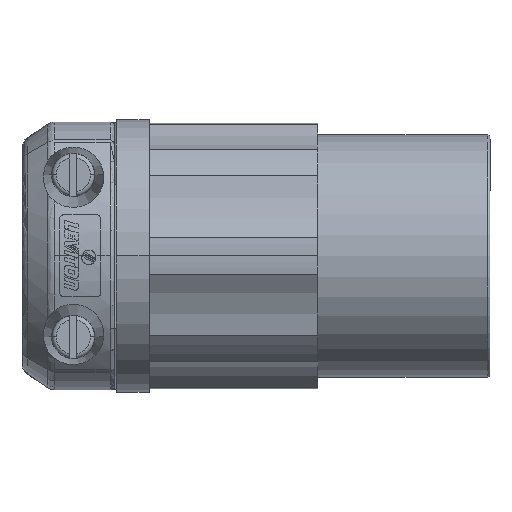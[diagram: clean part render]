
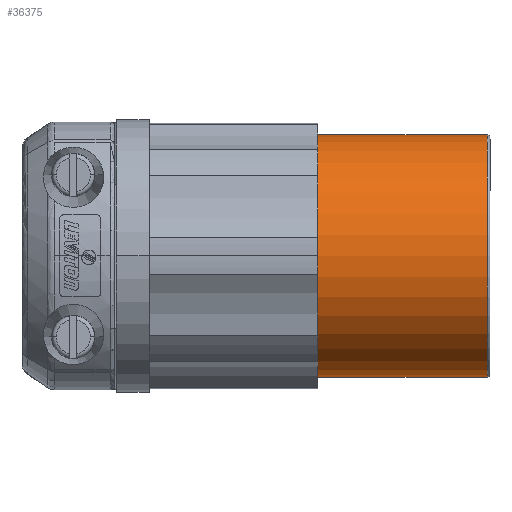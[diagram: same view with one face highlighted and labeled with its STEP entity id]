
A CAD part, top view. The second image highlights one B-rep face of the part: STEP entity #36375.
In plain terms, the highlighted cylindrical face has radius 23.406 mm (diameter 46.812 mm), a partial arc.
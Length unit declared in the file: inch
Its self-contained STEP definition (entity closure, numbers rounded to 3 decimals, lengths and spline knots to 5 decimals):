
#413 = CARTESIAN_POINT ( 'NONE',  ( -0.11, 0.9215, 0. ) ) ;
#436 = AXIS2_PLACEMENT_3D ( 'NONE', #2629, #68684, #51818 ) ;
#2333 = CARTESIAN_POINT ( 'NONE',  ( -1.3125, 0.9215, 0. ) ) ;
#2629 = CARTESIAN_POINT ( 'NONE',  ( -1.3125, 0., 0. ) ) ;
#3285 = ORIENTED_EDGE ( 'NONE', *, *, #20116, .T. ) ;
#3923 = CARTESIAN_POINT ( 'NONE',  ( -0.11, -0.9215, 0. ) ) ;
#6476 = VECTOR ( 'NONE', #12524, 39.37008 ) ;
#7063 = DIRECTION ( 'NONE',  ( 0., -1., 0. ) ) ;
#7409 = DIRECTION ( 'NONE',  ( 1., 0., 0. ) ) ;
#8206 = EDGE_LOOP ( 'NONE', ( #62225, #43905, #22444, #3285 ) ) ;
#9666 = CARTESIAN_POINT ( 'NONE',  ( -0.02, 0., 0. ) ) ;
#11598 = VERTEX_POINT ( 'NONE', #57789 ) ;
#12524 = DIRECTION ( 'NONE',  ( 1., 0., 0. ) ) ;
#16800 = CIRCLE ( 'NONE', #436, 0.9215 ) ;
#19502 = AXIS2_PLACEMENT_3D ( 'NONE', #69427, #7409, #7063 ) ;
#20116 = EDGE_CURVE ( 'NONE', #26153, #66371, #25473, .T. ) ;
#22354 = CIRCLE ( 'NONE', #66682, 0.9215 ) ;
#22444 = ORIENTED_EDGE ( 'NONE', *, *, #54889, .T. ) ;
#22812 = FACE_OUTER_BOUND ( 'NONE', #8206, .T. ) ;
#25473 = LINE ( 'NONE', #3923, #61310 ) ;
#26153 = VERTEX_POINT ( 'NONE', #52364 ) ;
#36375 = ADVANCED_FACE ( 'NONE', ( #22812 ), #44995, .T. ) ;
#38091 = DIRECTION ( 'NONE',  ( 1., 0., 0. ) ) ;
#40134 = LINE ( 'NONE', #413, #6476 ) ;
#40807 = CARTESIAN_POINT ( 'NONE',  ( -0.02, -0.9215, 0. ) ) ;
#40945 = VERTEX_POINT ( 'NONE', #2333 ) ;
#42827 = DIRECTION ( 'NONE',  ( 0., 1., 0. ) ) ;
#43905 = ORIENTED_EDGE ( 'NONE', *, *, #50194, .F. ) ;
#44995 = CYLINDRICAL_SURFACE ( 'NONE', #19502, 0.9215 ) ;
#50194 = EDGE_CURVE ( 'NONE', #40945, #11598, #40134, .T. ) ;
#51818 = DIRECTION ( 'NONE',  ( 0., -1., 0. ) ) ;
#52364 = CARTESIAN_POINT ( 'NONE',  ( -1.3125, -0.9215, 0. ) ) ;
#53699 = EDGE_CURVE ( 'NONE', #11598, #66371, #22354, .T. ) ;
#54889 = EDGE_CURVE ( 'NONE', #40945, #26153, #16800, .T. ) ;
#57789 = CARTESIAN_POINT ( 'NONE',  ( -0.02, 0.9215, 0. ) ) ;
#61310 = VECTOR ( 'NONE', #69997, 39.37008 ) ;
#62225 = ORIENTED_EDGE ( 'NONE', *, *, #53699, .F. ) ;
#66371 = VERTEX_POINT ( 'NONE', #40807 ) ;
#66682 = AXIS2_PLACEMENT_3D ( 'NONE', #9666, #38091, #42827 ) ;
#68684 = DIRECTION ( 'NONE',  ( 1., 0., 0. ) ) ;
#69427 = CARTESIAN_POINT ( 'NONE',  ( -0.11, 0., 0. ) ) ;
#69997 = DIRECTION ( 'NONE',  ( 1., 0., 0. ) ) ;
